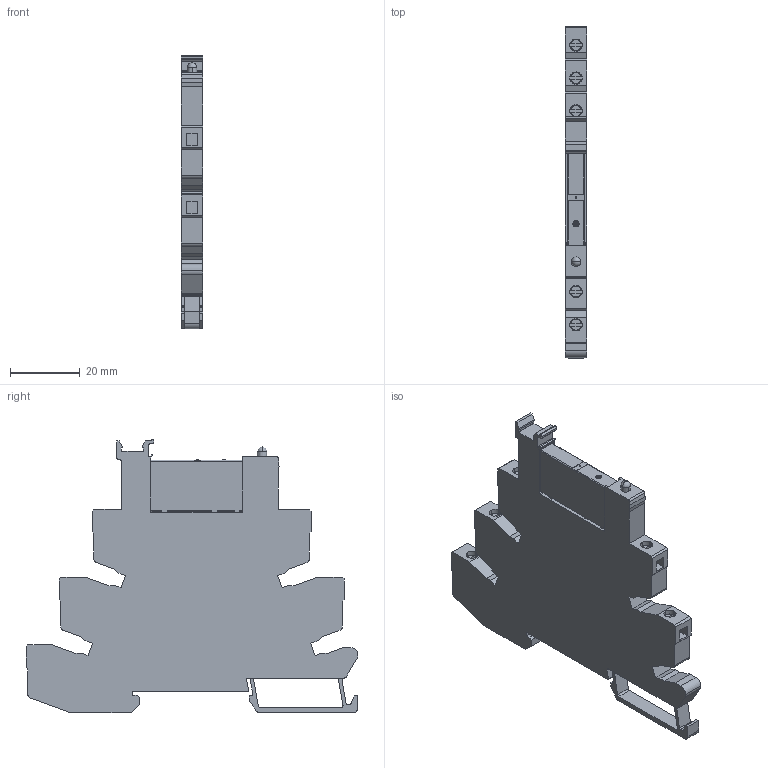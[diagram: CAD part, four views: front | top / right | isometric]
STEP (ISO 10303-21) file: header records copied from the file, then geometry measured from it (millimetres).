
FILE_DESCRIPTION(('STEP AP242'),'1');
FILE_NAME('relay_rsl1pvbu.stp','2019-01-24T13:31:32',('TraceParts'),('TraceParts S.A.'),'Spatial InterOp 3D',' ',' ');
FILE_SCHEMA(('AP242_MANAGED_MODEL_BASED_3D_ENGINEERING_MIM_LF {1 0 10303 442 1 1 4}'));
Length unit declared in the file: millimetre
Products named in the file (1): relay_rsl1pvbu_1
Bounding box: 6.2 x 95.5 x 78.7 mm (x, y, z)
Volume: 28147.9 mm3; surface area: 13586.4 mm2
Topology: 2 solids, 2 shells, 491 faces, 1374 edges, 912 vertices
Faces by surface type: plane 374, cylinder 71, torus 38, cone 8
Entity records: 16441 total; most frequent: CARTESIAN_POINT 3539, ORIENTED_EDGE 2744, DIRECTION 2601, EDGE_CURVE 1372, LINE 1045, VECTOR 1045, VERTEX_POINT 912, AXIS2_PLACEMENT_3D 778
